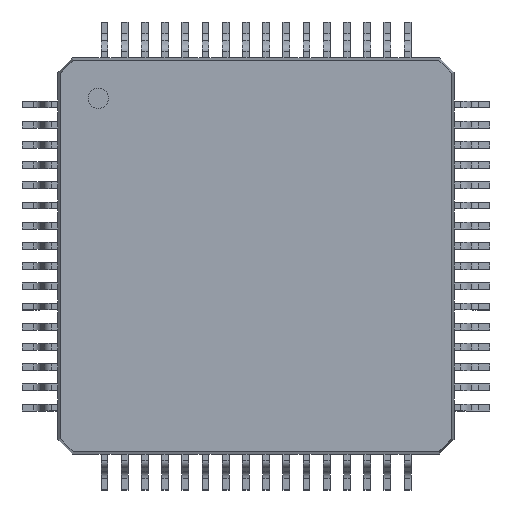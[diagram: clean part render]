
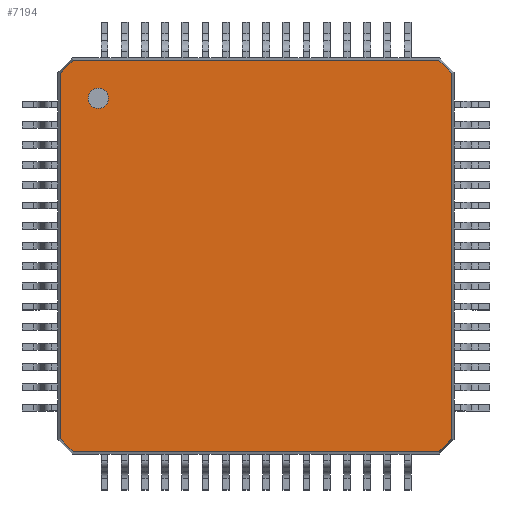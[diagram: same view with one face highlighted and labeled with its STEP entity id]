
A CAD part, top view. The second image highlights one B-rep face of the part: STEP entity #7194.
In plain terms, the highlighted planar face has unit normal (0, 0, 1).
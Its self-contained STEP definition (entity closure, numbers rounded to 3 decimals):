
#1147 = VERTEX_POINT('',#1148);
#1148 = CARTESIAN_POINT('',(-4.525,4.838,1.));
#1154 = EDGE_CURVE('',#1155,#1147,#1157,.T.);
#1155 = VERTEX_POINT('',#1156);
#1156 = CARTESIAN_POINT('',(4.524,4.838,1.));
#1157 = LINE('',#1158,#1159);
#1158 = CARTESIAN_POINT('',(-4.551,4.838,1.));
#1159 = VECTOR('',#1160,1.);
#1160 = DIRECTION('',(-1.,0.,0.));
#5526 = EDGE_CURVE('',#5527,#1155,#5529,.T.);
#5527 = VERTEX_POINT('',#5528);
#5528 = CARTESIAN_POINT('',(4.838,4.524,1.));
#5529 = LINE('',#5530,#5531);
#5530 = CARTESIAN_POINT('',(4.506,4.856,1.));
#5531 = VECTOR('',#5532,1.);
#5532 = DIRECTION('',(-0.707,0.707,0.));
#7177 = VERTEX_POINT('',#7178);
#7178 = CARTESIAN_POINT('',(-4.839,4.524,1.));
#7184 = EDGE_CURVE('',#1147,#7177,#7185,.T.);
#7185 = LINE('',#7186,#7187);
#7186 = CARTESIAN_POINT('',(-4.857,4.506,1.));
#7187 = VECTOR('',#7188,1.);
#7188 = DIRECTION('',(-0.707,-0.707,0.));
#7194 = ADVANCED_FACE('',(#7195,#7215),#7258,.T.);
#7195 = FACE_BOUND('',#7196,.T.);
#7196 = EDGE_LOOP('',(#7197,#7208));
#7197 = ORIENTED_EDGE('',*,*,#7198,.F.);
#7198 = EDGE_CURVE('',#7199,#7201,#7203,.T.);
#7199 = VERTEX_POINT('',#7200);
#7200 = CARTESIAN_POINT('',(-3.901,3.649,1.));
#7201 = VERTEX_POINT('',#7202);
#7202 = CARTESIAN_POINT('',(-3.901,4.149,1.));
#7203 = CIRCLE('',#7204,0.25);
#7204 = AXIS2_PLACEMENT_3D('',#7205,#7206,#7207);
#7205 = CARTESIAN_POINT('',(-3.901,3.899,1.));
#7206 = DIRECTION('',(0.,0.,1.));
#7207 = DIRECTION('',(0.,-1.,0.));
#7208 = ORIENTED_EDGE('',*,*,#7209,.F.);
#7209 = EDGE_CURVE('',#7201,#7199,#7210,.T.);
#7210 = CIRCLE('',#7211,0.25);
#7211 = AXIS2_PLACEMENT_3D('',#7212,#7213,#7214);
#7212 = CARTESIAN_POINT('',(-3.901,3.899,1.));
#7213 = DIRECTION('',(0.,0.,1.));
#7214 = DIRECTION('',(0.,-1.,0.));
#7215 = FACE_BOUND('',#7216,.T.);
#7216 = EDGE_LOOP('',(#7217,#7227,#7235,#7241,#7242,#7243,#7244,#7252));
#7217 = ORIENTED_EDGE('',*,*,#7218,.T.);
#7218 = EDGE_CURVE('',#7219,#7221,#7223,.T.);
#7219 = VERTEX_POINT('',#7220);
#7220 = CARTESIAN_POINT('',(-4.525,-4.839,1.));
#7221 = VERTEX_POINT('',#7222);
#7222 = CARTESIAN_POINT('',(4.524,-4.839,1.));
#7223 = LINE('',#7224,#7225);
#7224 = CARTESIAN_POINT('',(4.549,-4.839,1.));
#7225 = VECTOR('',#7226,1.);
#7226 = DIRECTION('',(1.,0.,0.));
#7227 = ORIENTED_EDGE('',*,*,#7228,.T.);
#7228 = EDGE_CURVE('',#7221,#7229,#7231,.T.);
#7229 = VERTEX_POINT('',#7230);
#7230 = CARTESIAN_POINT('',(4.838,-4.525,1.));
#7231 = LINE('',#7232,#7233);
#7232 = CARTESIAN_POINT('',(4.856,-4.507,1.));
#7233 = VECTOR('',#7234,1.);
#7234 = DIRECTION('',(0.707,0.707,0.));
#7235 = ORIENTED_EDGE('',*,*,#7236,.T.);
#7236 = EDGE_CURVE('',#7229,#5527,#7237,.T.);
#7237 = LINE('',#7238,#7239);
#7238 = CARTESIAN_POINT('',(4.838,4.549,1.));
#7239 = VECTOR('',#7240,1.);
#7240 = DIRECTION('',(0.,1.,0.));
#7241 = ORIENTED_EDGE('',*,*,#5526,.T.);
#7242 = ORIENTED_EDGE('',*,*,#1154,.T.);
#7243 = ORIENTED_EDGE('',*,*,#7184,.T.);
#7244 = ORIENTED_EDGE('',*,*,#7245,.T.);
#7245 = EDGE_CURVE('',#7177,#7246,#7248,.T.);
#7246 = VERTEX_POINT('',#7247);
#7247 = CARTESIAN_POINT('',(-4.839,-4.525,1.));
#7248 = LINE('',#7249,#7250);
#7249 = CARTESIAN_POINT('',(-4.839,-4.551,1.));
#7250 = VECTOR('',#7251,1.);
#7251 = DIRECTION('',(0.,-1.,0.));
#7252 = ORIENTED_EDGE('',*,*,#7253,.T.);
#7253 = EDGE_CURVE('',#7246,#7219,#7254,.T.);
#7254 = LINE('',#7255,#7256);
#7255 = CARTESIAN_POINT('',(-4.507,-4.857,1.));
#7256 = VECTOR('',#7257,1.);
#7257 = DIRECTION('',(0.707,-0.707,0.));
#7258 = PLANE('',#7259);
#7259 = AXIS2_PLACEMENT_3D('',#7260,#7261,#7262);
#7260 = CARTESIAN_POINT('',(-4.901,4.899,1.));
#7261 = DIRECTION('',(0.,0.,1.));
#7262 = DIRECTION('',(0.,-1.,0.));
